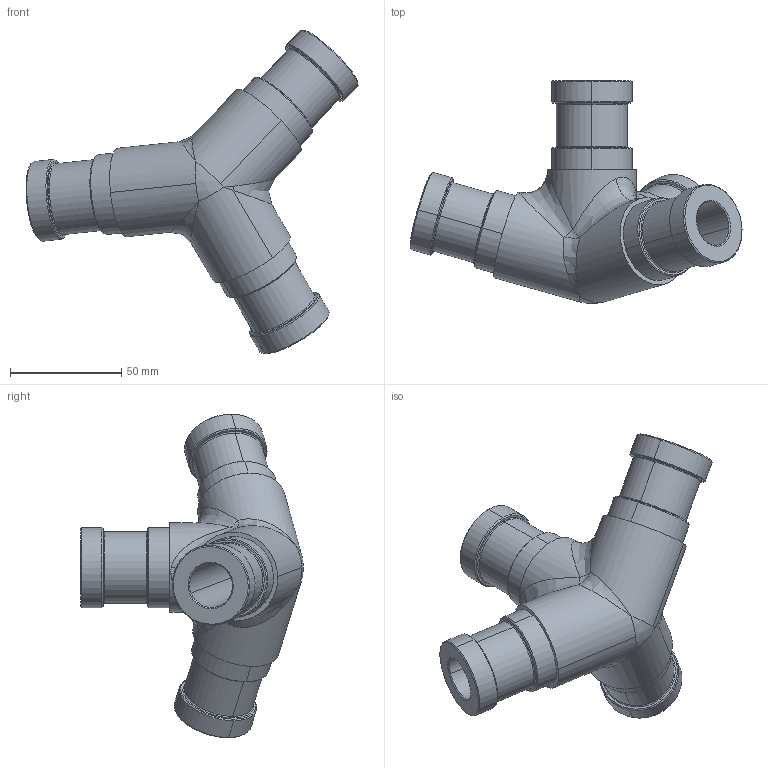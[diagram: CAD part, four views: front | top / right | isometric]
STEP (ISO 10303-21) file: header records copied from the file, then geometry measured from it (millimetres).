
FILE_DESCRIPTION(('CATIA V5 STEP','CAx-IF Rec.Pracs.--- Model Styling and Organization---1.5--- 2016-08-15','CAx-IF Rec.Pracs.---Supplemental Geometry---1.0---2011-11-01','CAx-IF Rec.Pracs.--- Composite Materials ---1.1---2010-07-15'),'2;1');
FILE_NAME('JOINT1.stp','2023-10-08T19:59:30+00:00',('none'),('VOLKSWAGEN AG'),'CATIA Version 5-6 Release 2022 SP3 HF12','CATIA V5 STEP AP214 v2','none');
FILE_SCHEMA(('AUTOMOTIVE_DESIGN { 1 0 10303 214 1 1 1 1 }'));
Length unit declared in the file: millimetre
Products named in the file (1): JOINT1
Bounding box: 148.98 x 99.86 x 145.14 mm (x, y, z)
Volume: 208345.1 mm3; surface area: 52942 mm2
Topology: 1 solids, 1 shells, 137 faces, 296 edges, 165 vertices
Faces by surface type: cylinder 47, cone 42, plane 16, torus 16, bspline 12, sphere 4
Entity records: 5197 total; most frequent: CARTESIAN_POINT 2633, ORIENTED_EDGE 580, DIRECTION 378, EDGE_CURVE 290, AXIS2_PLACEMENT_3D 225, VERTEX_POINT 165, EDGE_LOOP 153, CIRCLE 144
